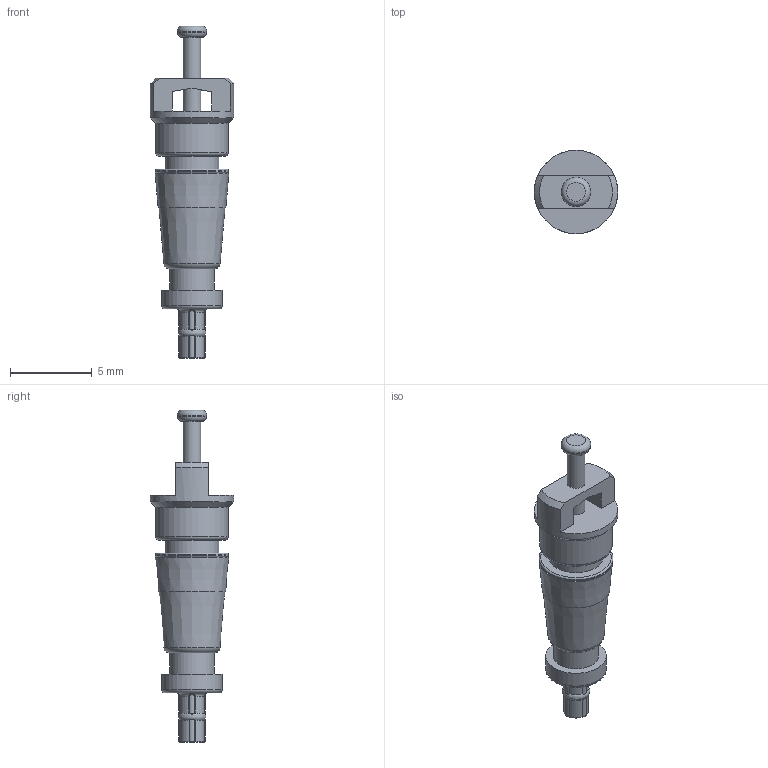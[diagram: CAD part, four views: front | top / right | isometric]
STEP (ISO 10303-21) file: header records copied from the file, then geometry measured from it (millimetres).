
FILE_DESCRIPTION((''),'2;1');
FILE_NAME('WEB034L0006.step','2015-03-10T12:33:33',(''),(''),'Autodesk Inventor 2012','Autodesk Inventor 2012','');
FILE_SCHEMA(('AUTOMOTIVE_DESIGN { 1 2 10303 214 0 1 1 1 }'));
Length unit declared in the file: millimetre
Products named in the file (1): WEB034L0006
Bounding box: 5.1 x 5.1 x 20.3 mm (x, y, z)
Volume: 171.9 mm3; surface area: 268.2 mm2
Topology: 1 solids, 1 shells, 89 faces, 211 edges, 124 vertices
Faces by surface type: cylinder 39, plane 18, torus 17, bspline 10, cone 5
Full cylindrical faces by diameter (mm): 1.1 x2, 1.8 x1, 2.75 x1, 3.3 x1, 3.7 x1, 4.45 x1, 4.522 x1, 5.1 x1
Entity records: 3160 total; most frequent: CARTESIAN_POINT 1191, DIRECTION 370, ORIENTED_EDGE 360, EDGE_CURVE 180, AXIS2_PLACEMENT_3D 158, VERTEX_POINT 120, EDGE_LOOP 120, STYLED_ITEM 90
